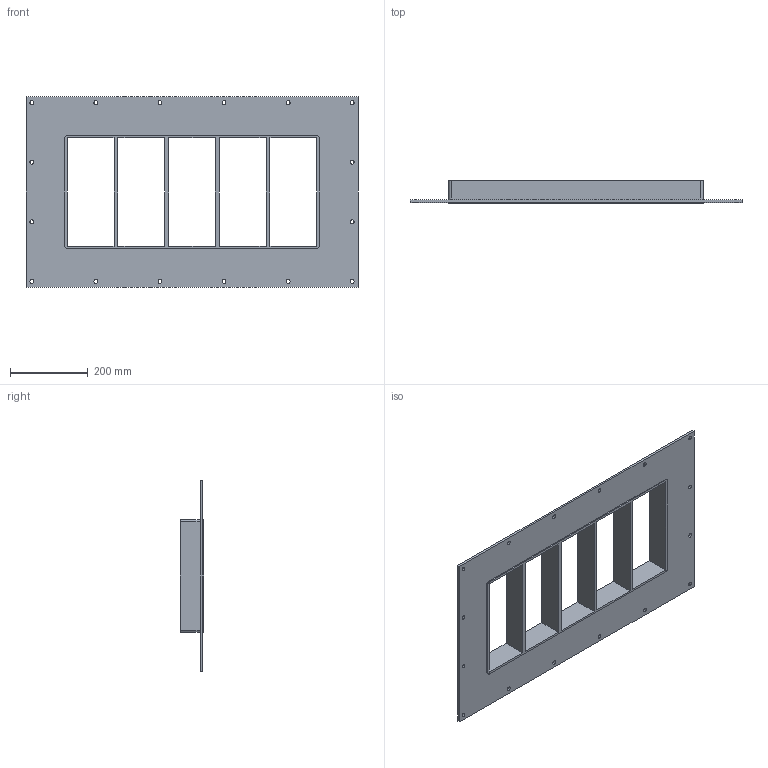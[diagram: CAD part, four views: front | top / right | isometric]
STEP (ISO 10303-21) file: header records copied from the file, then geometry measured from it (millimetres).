
FILE_DESCRIPTION((''),'2;1');
FILE_NAME('GHFL1008X5.stp','2014-03-10T22:18:50',(''),(''),'Autodesk Inventor 2013','Autodesk Inventor 2013','');
FILE_SCHEMA(('AUTOMOTIVE_DESIGN { 1 0 10303 214 1 1 1 1 }'));
Length unit declared in the file: millimetre
Products named in the file (1): GH FL100
Bounding box: 854.5 x 60 x 490 mm (x, y, z)
Volume: 2702791.4 mm3; surface area: 859606.4 mm2
Topology: 1 solids, 1 shells, 60 faces, 184 edges, 128 vertices
Faces by surface type: plane 36, cylinder 24
Full cylindrical faces by diameter (mm): 10 x16
Entity records: 1970 total; most frequent: CARTESIAN_POINT 325, DIRECTION 322, ORIENTED_EDGE 304, EDGE_CURVE 152, EDGE_LOOP 120, VERTEX_POINT 112, AXIS2_PLACEMENT_3D 109, VECTOR 104
